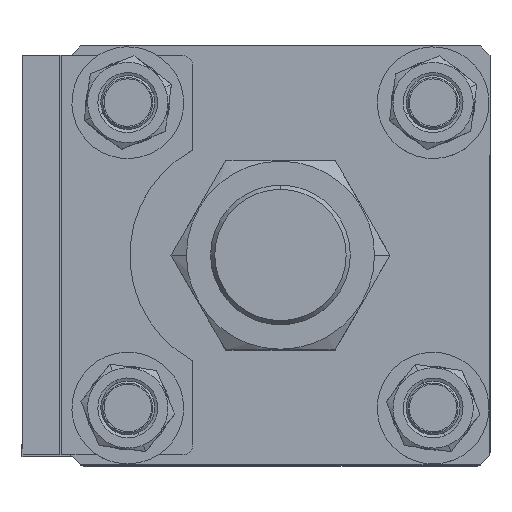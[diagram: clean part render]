
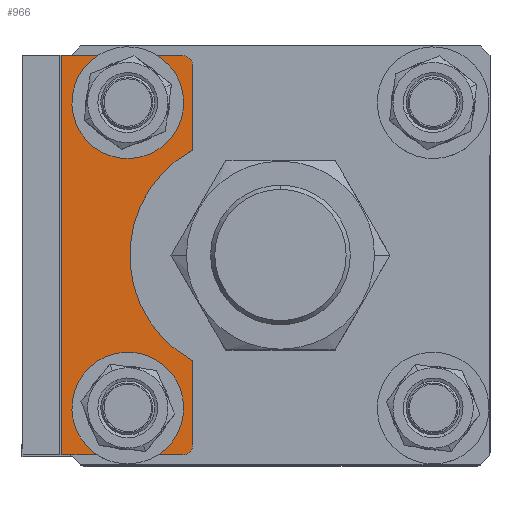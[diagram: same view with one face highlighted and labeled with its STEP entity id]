
A CAD part, top view. The second image highlights one B-rep face of the part: STEP entity #966.
In plain terms, the highlighted face is planar.
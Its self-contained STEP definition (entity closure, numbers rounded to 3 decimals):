
#174 = EDGE_LOOP ( 'NONE', ( #5803, #5802 ) ) ;
#199 = VERTEX_POINT ( 'NONE', #564 ) ;
#249 = VERTEX_POINT ( 'NONE', #557 ) ;
#334 = FACE_BOUND ( 'NONE', #174, .T. ) ;
#336 = FACE_OUTER_BOUND ( 'NONE', #620, .T. ) ;
#344 = FACE_BOUND ( 'NONE', #619, .T. ) ;
#361 = VERTEX_POINT ( 'NONE', #537 ) ;
#405 = VERTEX_POINT ( 'NONE', #528 ) ;
#447 = VERTEX_POINT ( 'NONE', #513 ) ;
#503 = CARTESIAN_POINT ( 'NONE',  ( -95., 85.5, -20. ) ) ;
#513 = CARTESIAN_POINT ( 'NONE',  ( 90.5, 53., -20. ) ) ;
#528 = CARTESIAN_POINT ( 'NONE',  ( 62.5, 53., -20. ) ) ;
#537 = CARTESIAN_POINT ( 'NONE',  ( -90.5, 53., -20. ) ) ;
#557 = CARTESIAN_POINT ( 'NONE',  ( -62.5, 53., -20. ) ) ;
#564 = CARTESIAN_POINT ( 'NONE',  ( -52.799, 85.5, -20. ) ) ;
#619 = EDGE_LOOP ( 'NONE', ( #5799, #5804 ) ) ;
#620 = EDGE_LOOP ( 'NONE', ( #5801, #5798, #5794, #5793, #5792, #5791, #5787, #5786 ) ) ;
#787 = VERTEX_POINT ( 'NONE', #503 ) ;
#966 = ADVANCED_FACE ( 'NONE', ( #344, #334, #336 ), #1657, .T. ) ;
#1282 = VERTEX_POINT ( 'NONE', #3101 ) ;
#1284 = VERTEX_POINT ( 'NONE', #3098 ) ;
#1293 = VERTEX_POINT ( 'NONE', #3066 ) ;
#1320 = VERTEX_POINT ( 'NONE', #3022 ) ;
#1462 = VERTEX_POINT ( 'NONE', #3026 ) ;
#1511 = VERTEX_POINT ( 'NONE', #2962 ) ;
#1647 = DIRECTION ( 'NONE',  ( 0., 0., -1. ) ) ;
#1656 = CARTESIAN_POINT ( 'NONE',  ( 100., 85.5, -20. ) ) ;
#1657 = PLANE ( 'NONE',  #6389 ) ;
#1659 = DIRECTION ( 'NONE',  ( 0., 1., 0. ) ) ;
#1818 = DIRECTION ( 'NONE',  ( 0., 1., 0. ) ) ;
#1820 = DIRECTION ( 'NONE',  ( 0., 0., -1. ) ) ;
#1822 = CARTESIAN_POINT ( 'NONE',  ( 76.5, 53., -20. ) ) ;
#1958 = CIRCLE ( 'NONE', #6735, 60. ) ;
#2192 = CIRCLE ( 'NONE', #6707, 14. ) ;
#2204 = VECTOR ( 'NONE', #4292, 1000. ) ;
#2206 = LINE ( 'NONE', #4285, #2204 ) ;
#2208 = CIRCLE ( 'NONE', #6702, 14. ) ;
#2218 = VECTOR ( 'NONE', #4266, 1000. ) ;
#2220 = LINE ( 'NONE', #4265, #2218 ) ;
#2245 = VECTOR ( 'NONE', #4202, 1000. ) ;
#2247 = LINE ( 'NONE', #4201, #2245 ) ;
#2262 = VECTOR ( 'NONE', #4156, 1000. ) ;
#2265 = LINE ( 'NONE', #4155, #2262 ) ;
#2350 = CIRCLE ( 'NONE', #6666, 5. ) ;
#2380 = CIRCLE ( 'NONE', #6656, 5. ) ;
#2456 = CIRCLE ( 'NONE', #6631, 14. ) ;
#2611 = CIRCLE ( 'NONE', #6580, 14. ) ;
#2962 = CARTESIAN_POINT ( 'NONE',  ( -100., 80.5, -20. ) ) ;
#3022 = CARTESIAN_POINT ( 'NONE',  ( 52.799, 85.5, -20. ) ) ;
#3026 = CARTESIAN_POINT ( 'NONE',  ( -100., 20., -20. ) ) ;
#3066 = CARTESIAN_POINT ( 'NONE',  ( 100., 80.5, -20. ) ) ;
#3098 = CARTESIAN_POINT ( 'NONE',  ( 95., 85.5, -20. ) ) ;
#3101 = CARTESIAN_POINT ( 'NONE',  ( 100., 20., -20. ) ) ;
#4024 = CARTESIAN_POINT ( 'NONE',  ( 95., 80.5, -20. ) ) ;
#4025 = DIRECTION ( 'NONE',  ( 0., 0., -1. ) ) ;
#4026 = DIRECTION ( 'NONE',  ( 0., 1., 0. ) ) ;
#4155 = CARTESIAN_POINT ( 'NONE',  ( -100., 85.5, -20. ) ) ;
#4156 = DIRECTION ( 'NONE',  ( 0., -1., 0. ) ) ;
#4201 = CARTESIAN_POINT ( 'NONE',  ( 100., 85.5, -20. ) ) ;
#4202 = DIRECTION ( 'NONE',  ( 0., -1., 0. ) ) ;
#4265 = CARTESIAN_POINT ( 'NONE',  ( 100., 20., -20. ) ) ;
#4266 = DIRECTION ( 'NONE',  ( -1., 0., 0. ) ) ;
#4285 = CARTESIAN_POINT ( 'NONE',  ( 100., 85.5, -20. ) ) ;
#4292 = DIRECTION ( 'NONE',  ( -1., 0., 0. ) ) ;
#4293 = CARTESIAN_POINT ( 'NONE',  ( 76.5, 53., -20. ) ) ;
#4294 = DIRECTION ( 'NONE',  ( 0., 0., -1. ) ) ;
#4295 = DIRECTION ( 'NONE',  ( 0., 1., 0. ) ) ;
#4317 = CARTESIAN_POINT ( 'NONE',  ( -76.5, 53., -20. ) ) ;
#4318 = DIRECTION ( 'NONE',  ( 0., 0., -1. ) ) ;
#4319 = DIRECTION ( 'NONE',  ( 0., 1., 0. ) ) ;
#4622 = VECTOR ( 'NONE', #8122, 1000. ) ;
#4623 = LINE ( 'NONE', #8121, #4622 ) ;
#5364 = CARTESIAN_POINT ( 'NONE',  ( -76.5, 53., -20. ) ) ;
#5365 = DIRECTION ( 'NONE',  ( 0., 0., -1. ) ) ;
#5366 = DIRECTION ( 'NONE',  ( 0., 1., 0. ) ) ;
#5515 = CARTESIAN_POINT ( 'NONE',  ( -95., 80.5, -20. ) ) ;
#5516 = DIRECTION ( 'NONE',  ( 0., 0., -1. ) ) ;
#5517 = DIRECTION ( 'NONE',  ( 0., 1., 0. ) ) ;
#5786 = ORIENTED_EDGE ( 'NONE', *, *, #6097, .F. ) ;
#5787 = ORIENTED_EDGE ( 'NONE', *, *, #5988, .T. ) ;
#5791 = ORIENTED_EDGE ( 'NONE', *, *, #6057, .F. ) ;
#5792 = ORIENTED_EDGE ( 'NONE', *, *, #6087, .T. ) ;
#5793 = ORIENTED_EDGE ( 'NONE', *, *, #6070, .T. ) ;
#5794 = ORIENTED_EDGE ( 'NONE', *, *, #6011, .T. ) ;
#5798 = ORIENTED_EDGE ( 'NONE', *, *, #6197, .F. ) ;
#5799 = ORIENTED_EDGE ( 'NONE', *, *, #6095, .F. ) ;
#5801 = ORIENTED_EDGE ( 'NONE', *, *, #6151, .F. ) ;
#5802 = ORIENTED_EDGE ( 'NONE', *, *, #5936, .F. ) ;
#5803 = ORIENTED_EDGE ( 'NONE', *, *, #6105, .F. ) ;
#5804 = ORIENTED_EDGE ( 'NONE', *, *, #5827, .F. ) ;
#5827 = EDGE_CURVE ( 'NONE', #405, #447, #2611, .T. ) ;
#5936 = EDGE_CURVE ( 'NONE', #361, #249, #2456, .T. ) ;
#5988 = EDGE_CURVE ( 'NONE', #1511, #787, #2380, .T. ) ;
#6011 = EDGE_CURVE ( 'NONE', #1284, #1293, #2350, .T. ) ;
#6057 = EDGE_CURVE ( 'NONE', #1511, #1462, #2265, .T. ) ;
#6070 = EDGE_CURVE ( 'NONE', #1293, #1282, #2247, .T. ) ;
#6087 = EDGE_CURVE ( 'NONE', #1282, #1462, #2220, .T. ) ;
#6095 = EDGE_CURVE ( 'NONE', #447, #405, #2208, .T. ) ;
#6097 = EDGE_CURVE ( 'NONE', #199, #787, #2206, .T. ) ;
#6105 = EDGE_CURVE ( 'NONE', #249, #361, #2192, .T. ) ;
#6151 = EDGE_CURVE ( 'NONE', #1320, #199, #1958, .T. ) ;
#6197 = EDGE_CURVE ( 'NONE', #1284, #1320, #4623, .T. ) ;
#6389 = AXIS2_PLACEMENT_3D ( 'NONE', #1656, #1647, #1659 ) ;
#6580 = AXIS2_PLACEMENT_3D ( 'NONE', #1822, #1820, #1818 ) ;
#6631 = AXIS2_PLACEMENT_3D ( 'NONE', #5364, #5365, #5366 ) ;
#6656 = AXIS2_PLACEMENT_3D ( 'NONE', #5515, #5516, #5517 ) ;
#6666 = AXIS2_PLACEMENT_3D ( 'NONE', #4024, #4025, #4026 ) ;
#6702 = AXIS2_PLACEMENT_3D ( 'NONE', #4293, #4294, #4295 ) ;
#6707 = AXIS2_PLACEMENT_3D ( 'NONE', #4317, #4318, #4319 ) ;
#6735 = AXIS2_PLACEMENT_3D ( 'NONE', #7984, #7985, #7986 ) ;
#7984 = CARTESIAN_POINT ( 'NONE',  ( 0., 114., -20. ) ) ;
#7985 = DIRECTION ( 'NONE',  ( 0., 0., -1. ) ) ;
#7986 = DIRECTION ( 'NONE',  ( 0., 1., 0. ) ) ;
#8121 = CARTESIAN_POINT ( 'NONE',  ( 100., 85.5, -20. ) ) ;
#8122 = DIRECTION ( 'NONE',  ( -1., 0., 0. ) ) ;
